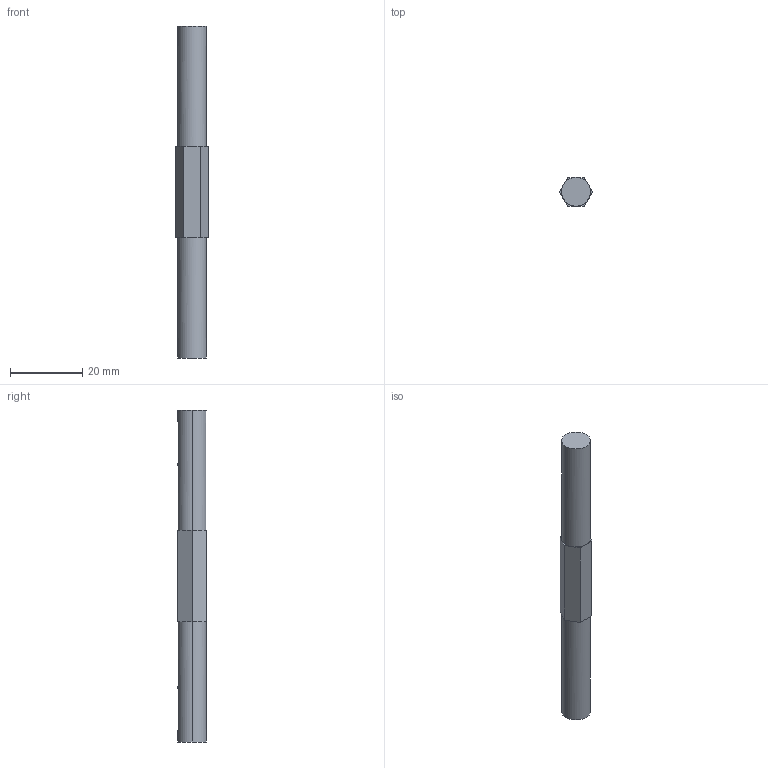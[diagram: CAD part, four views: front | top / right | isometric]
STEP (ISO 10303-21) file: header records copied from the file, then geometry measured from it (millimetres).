
FILE_DESCRIPTION (( 'STEP AP214' ), '1' );
FILE_NAME ('am-2364 Drive Shaft for RAW Box.STEP', '2014-08-21T21:05:29', ( '' ), ( '' ), 'SwSTEP 2.0', 'SolidWorks 2014', '' );
FILE_SCHEMA (( 'AUTOMOTIVE_DESIGN' ));
Length unit declared in the file: inch
Products named in the file (1): am-2364 Drive Shaft for RAW Box
Bounding box: 9.18 x 8 x 92.08 mm (x, y, z)
Volume: 4689.4 mm3; surface area: 2535.8 mm2
Topology: 1 solids, 1 shells, 46 faces, 102 edges, 60 vertices
Faces by surface type: plane 38, cylinder 8
Entity records: 1350 total; most frequent: CARTESIAN_POINT 277, DIRECTION 228, ORIENTED_EDGE 204, EDGE_CURVE 102, AXIS2_PLACEMENT_3D 83, VECTOR 62, LINE 62, VERTEX_POINT 60
